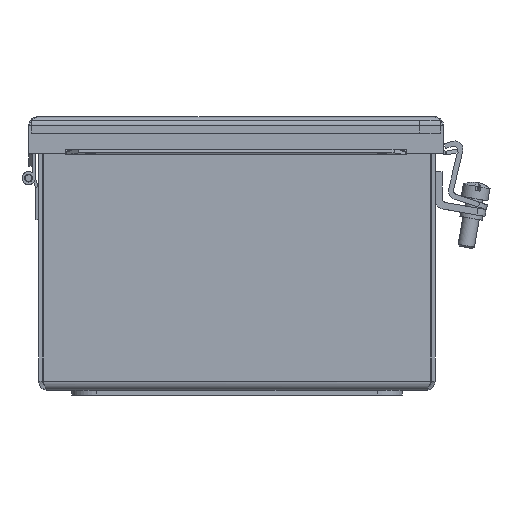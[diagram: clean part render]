
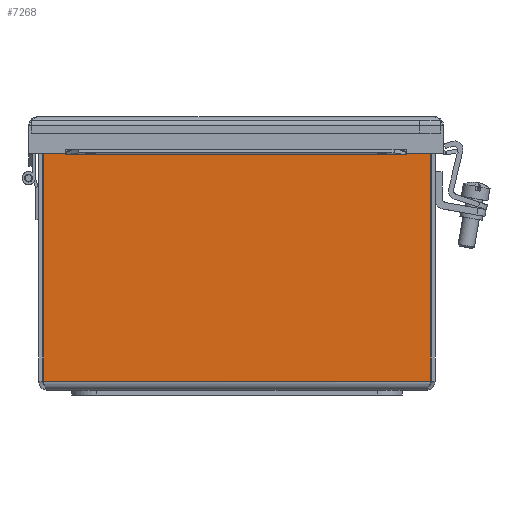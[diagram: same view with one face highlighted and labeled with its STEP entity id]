
A CAD part, front view. The second image highlights one B-rep face of the part: STEP entity #7268.
In plain terms, the highlighted planar face has unit normal (0, -1, 0).
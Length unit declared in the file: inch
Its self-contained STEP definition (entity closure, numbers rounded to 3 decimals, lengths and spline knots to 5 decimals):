
#660=PLANE('',#7972);
#962=LINE('',#10805,#1700);
#1025=LINE('',#11206,#1763);
#1026=LINE('',#11208,#1764);
#1027=LINE('',#11209,#1765);
#1700=VECTOR('',#8804,0.3937);
#1763=VECTOR('',#8923,0.3937);
#1764=VECTOR('',#8924,0.3937);
#1765=VECTOR('',#8925,0.3937);
#2541=FACE_OUTER_BOUND('',#2960,.T.);
#2960=EDGE_LOOP('',(#5651,#5652,#5653,#5654));
#3629=VERTEX_POINT('',#10796);
#3630=VERTEX_POINT('',#10804);
#3675=VERTEX_POINT('',#11205);
#3676=VERTEX_POINT('',#11207);
#4320=EDGE_CURVE('',#3630,#3629,#962,.T.);
#4398=EDGE_CURVE('',#3675,#3629,#1025,.T.);
#4399=EDGE_CURVE('',#3675,#3676,#1026,.T.);
#4400=EDGE_CURVE('',#3630,#3676,#1027,.T.);
#5651=ORIENTED_EDGE('',*,*,#4320,.T.);
#5652=ORIENTED_EDGE('',*,*,#4398,.F.);
#5653=ORIENTED_EDGE('',*,*,#4399,.T.);
#5654=ORIENTED_EDGE('',*,*,#4400,.F.);
#7268=ADVANCED_FACE('',(#2541),#660,.F.);
#7972=AXIS2_PLACEMENT_3D('',#11204,#8921,#8922);
#8804=DIRECTION('',(-1.,0.,0.));
#8921=DIRECTION('center_axis',(0.,1.,0.));
#8922=DIRECTION('ref_axis',(1.,0.,0.));
#8923=DIRECTION('',(0.,0.,1.));
#8924=DIRECTION('',(1.,0.,0.));
#8925=DIRECTION('',(0.,0.,-1.));
#10796=CARTESIAN_POINT('',(-2.92995,-6.,3.86092));
#10804=CARTESIAN_POINT('',(2.92995,-6.,3.86092));
#10805=CARTESIAN_POINT('',(1.46498,-6.,3.86092));
#11204=CARTESIAN_POINT('Origin',(0.,-6.,
2.00417));
#11205=CARTESIAN_POINT('',(-2.92995,-6.,0.13908));
#11206=CARTESIAN_POINT('',(-2.92995,-6.,0.13908));
#11207=CARTESIAN_POINT('',(2.92995,-6.,0.13908));
#11208=CARTESIAN_POINT('',(0.,-6.,0.13908));
#11209=CARTESIAN_POINT('',(2.92995,-6.,0.13908));
